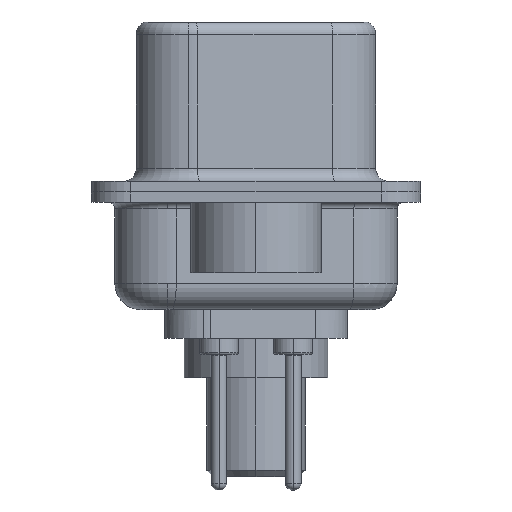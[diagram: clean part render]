
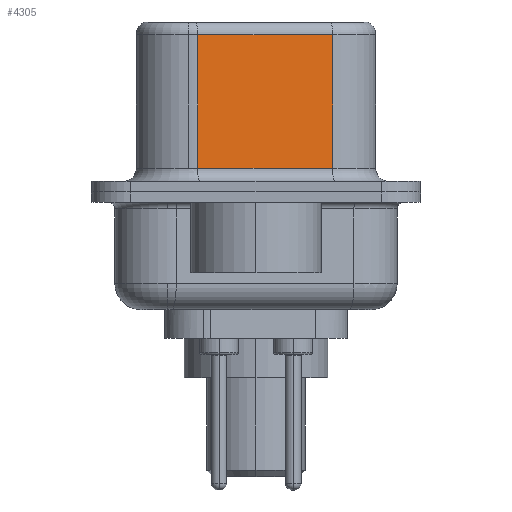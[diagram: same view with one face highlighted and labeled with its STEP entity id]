
A CAD part, left-side view. The second image highlights one B-rep face of the part: STEP entity #4305.
In plain terms, the highlighted planar face has unit normal (-0.985, -0.174, 0).
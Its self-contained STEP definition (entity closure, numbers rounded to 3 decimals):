
#4 = ORIENTED_EDGE ( 'NONE', *, *, #14575, .T. ) ;
#1558 = DIRECTION ( 'NONE',  ( 0., 0., -1. ) ) ;
#2281 = CARTESIAN_POINT ( 'NONE',  ( 3.655, 2.233, 6.02 ) ) ;
#2459 = VECTOR ( 'NONE', #6867, 1000. ) ;
#3347 = CARTESIAN_POINT ( 'NONE',  ( 4.565, -2.927, 0.9 ) ) ;
#4120 = PLANE ( 'NONE',  #5188 ) ;
#4305 = ADVANCED_FACE ( 'NONE', ( #17471 ), #4120, .F. ) ;
#4389 = LINE ( 'NONE', #7694, #15454 ) ;
#4629 = DIRECTION ( 'NONE',  ( -0.174, 0.985, 0. ) ) ;
#5188 = AXIS2_PLACEMENT_3D ( 'NONE', #8402, #9442, #9265 ) ;
#5982 = CARTESIAN_POINT ( 'NONE',  ( 3.655, 2.233, 0.9 ) ) ;
#6271 = ORIENTED_EDGE ( 'NONE', *, *, #7866, .T. ) ;
#6429 = LINE ( 'NONE', #10833, #17937 ) ;
#6783 = LINE ( 'NONE', #11557, #18278 ) ;
#6867 = DIRECTION ( 'NONE',  ( 0.174, -0.985, 0. ) ) ;
#7694 = CARTESIAN_POINT ( 'NONE',  ( 4.565, -2.927, 6.02 ) ) ;
#7792 = VERTEX_POINT ( 'NONE', #2281 ) ;
#7866 = EDGE_CURVE ( 'NONE', #7792, #8049, #6783, .T. ) ;
#8049 = VERTEX_POINT ( 'NONE', #5982 ) ;
#8402 = CARTESIAN_POINT ( 'NONE',  ( 4.565, -2.927, 6.52 ) ) ;
#9265 = DIRECTION ( 'NONE',  ( -0.174, 0.985, 0. ) ) ;
#9442 = DIRECTION ( 'NONE',  ( 0.985, 0.174, 0. ) ) ;
#10833 = CARTESIAN_POINT ( 'NONE',  ( 4.565, -2.927, 6.52 ) ) ;
#11557 = CARTESIAN_POINT ( 'NONE',  ( 3.655, 2.233, 6.52 ) ) ;
#13029 = DIRECTION ( 'NONE',  ( 0., 0., -1. ) ) ;
#13595 = EDGE_CURVE ( 'NONE', #8049, #18300, #14613, .T. ) ;
#13722 = CARTESIAN_POINT ( 'NONE',  ( 4.565, -2.927, 6.02 ) ) ;
#14053 = VERTEX_POINT ( 'NONE', #13722 ) ;
#14253 = ORIENTED_EDGE ( 'NONE', *, *, #13595, .T. ) ;
#14575 = EDGE_CURVE ( 'NONE', #14053, #7792, #4389, .T. ) ;
#14613 = LINE ( 'NONE', #15787, #2459 ) ;
#15454 = VECTOR ( 'NONE', #4629, 1000. ) ;
#15787 = CARTESIAN_POINT ( 'NONE',  ( 4.565, -2.927, 0.9 ) ) ;
#15909 = ORIENTED_EDGE ( 'NONE', *, *, #19242, .F. ) ;
#17471 = FACE_OUTER_BOUND ( 'NONE', #19248, .T. ) ;
#17937 = VECTOR ( 'NONE', #1558, 1000. ) ;
#18278 = VECTOR ( 'NONE', #13029, 1000. ) ;
#18300 = VERTEX_POINT ( 'NONE', #3347 ) ;
#19242 = EDGE_CURVE ( 'NONE', #14053, #18300, #6429, .T. ) ;
#19248 = EDGE_LOOP ( 'NONE', ( #15909, #4, #6271, #14253 ) ) ;
